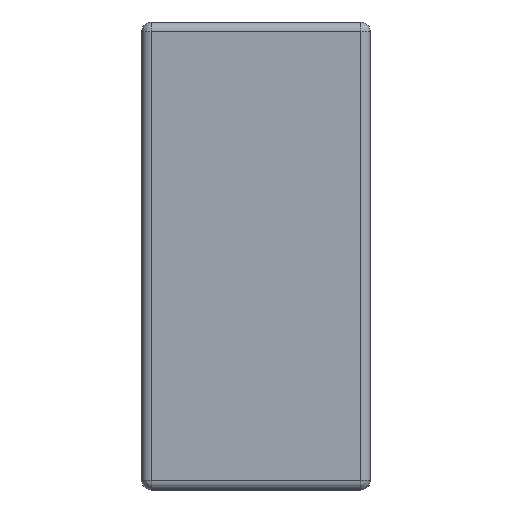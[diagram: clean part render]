
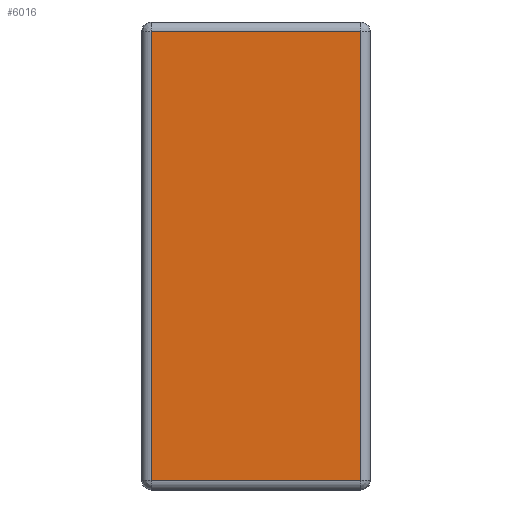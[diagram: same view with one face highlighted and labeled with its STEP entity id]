
A CAD part, left-side view. The second image highlights one B-rep face of the part: STEP entity #6016.
In plain terms, the highlighted planar face has unit normal (-1, 0, 0).
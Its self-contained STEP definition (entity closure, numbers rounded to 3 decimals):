
#359 = DIRECTION ( 'NONE',  ( 0., 0., 1. ) ) ;
#686 = EDGE_CURVE ( 'NONE', #3632, #4223, #5170, .T. ) ;
#779 = VECTOR ( 'NONE', #2430, 1000. ) ;
#879 = CARTESIAN_POINT ( 'NONE',  ( 0., 0.037, 0. ) ) ;
#1166 = EDGE_CURVE ( 'NONE', #3157, #3879, #5093, .T. ) ;
#1849 = ORIENTED_EDGE ( 'NONE', *, *, #1166, .F. ) ;
#2318 = CARTESIAN_POINT ( 'NONE',  ( 0., 0.037, -1.763 ) ) ;
#2332 = PLANE ( 'NONE',  #2654 ) ;
#2430 = DIRECTION ( 'NONE',  ( 0., 0., 1. ) ) ;
#2654 = AXIS2_PLACEMENT_3D ( 'NONE', #5273, #2786, #359 ) ;
#2705 = VECTOR ( 'NONE', #4329, 1000. ) ;
#2727 = ORIENTED_EDGE ( 'NONE', *, *, #4482, .T. ) ;
#2786 = DIRECTION ( 'NONE',  ( -1., 0., 0. ) ) ;
#3157 = VERTEX_POINT ( 'NONE', #6481 ) ;
#3632 = VERTEX_POINT ( 'NONE', #2318 ) ;
#3879 = VERTEX_POINT ( 'NONE', #4913 ) ;
#4025 = LINE ( 'NONE', #5880, #2705 ) ;
#4099 = EDGE_CURVE ( 'NONE', #4223, #3879, #4025, .T. ) ;
#4180 = VECTOR ( 'NONE', #5754, 1000. ) ;
#4223 = VERTEX_POINT ( 'NONE', #5107 ) ;
#4236 = VECTOR ( 'NONE', #5910, 1000. ) ;
#4329 = DIRECTION ( 'NONE',  ( 0., 1., 0. ) ) ;
#4482 = EDGE_CURVE ( 'NONE', #3157, #3632, #5507, .T. ) ;
#4913 = CARTESIAN_POINT ( 'NONE',  ( 0., 0.843, -0.037 ) ) ;
#5093 = LINE ( 'NONE', #6453, #779 ) ;
#5107 = CARTESIAN_POINT ( 'NONE',  ( 0., 0.037, -0.037 ) ) ;
#5170 = LINE ( 'NONE', #879, #4236 ) ;
#5189 = FACE_OUTER_BOUND ( 'NONE', #5826, .T. ) ;
#5273 = CARTESIAN_POINT ( 'NONE',  ( 0., 0., 0. ) ) ;
#5507 = LINE ( 'NONE', #6227, #4180 ) ;
#5611 = ORIENTED_EDGE ( 'NONE', *, *, #686, .T. ) ;
#5627 = ORIENTED_EDGE ( 'NONE', *, *, #4099, .T. ) ;
#5754 = DIRECTION ( 'NONE',  ( 0., -1., 0. ) ) ;
#5826 = EDGE_LOOP ( 'NONE', ( #5627, #1849, #2727, #5611 ) ) ;
#5880 = CARTESIAN_POINT ( 'NONE',  ( 0., 0., -0.037 ) ) ;
#5910 = DIRECTION ( 'NONE',  ( 0., 0., 1. ) ) ;
#6016 = ADVANCED_FACE ( 'NONE', ( #5189 ), #2332, .T. ) ;
#6227 = CARTESIAN_POINT ( 'NONE',  ( 0., 0., -1.763 ) ) ;
#6453 = CARTESIAN_POINT ( 'NONE',  ( 0., 0.843, 0. ) ) ;
#6481 = CARTESIAN_POINT ( 'NONE',  ( 0., 0.843, -1.763 ) ) ;
